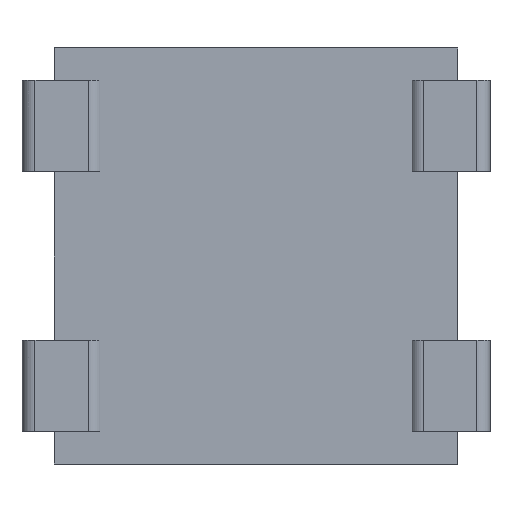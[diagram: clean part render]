
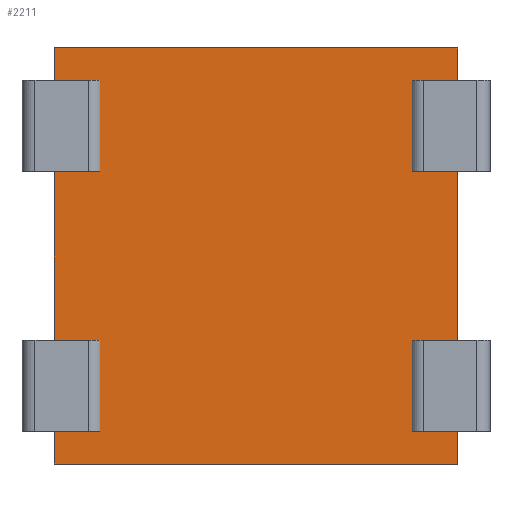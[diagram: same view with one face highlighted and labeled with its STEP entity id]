
A CAD part, front view. The second image highlights one B-rep face of the part: STEP entity #2211.
In plain terms, the highlighted planar face has unit normal (0, -1, 0).
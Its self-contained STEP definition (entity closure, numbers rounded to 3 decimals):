
#17 = VERTEX_POINT ( 'NONE', #1431 ) ;
#20 = FACE_OUTER_BOUND ( 'NONE', #2139, .T. ) ;
#50 = CARTESIAN_POINT ( 'NONE',  ( 0., 0., -2.7 ) ) ;
#63 = VERTEX_POINT ( 'NONE', #1290 ) ;
#64 = CARTESIAN_POINT ( 'NONE',  ( 0., 0., -1.3 ) ) ;
#67 = DIRECTION ( 'NONE',  ( 0., 0., 1. ) ) ;
#68 = LINE ( 'NONE', #742, #1311 ) ;
#70 = VECTOR ( 'NONE', #67, 1000. ) ;
#89 = CARTESIAN_POINT ( 'NONE',  ( -2.4, 0., 2.7 ) ) ;
#121 = ORIENTED_EDGE ( 'NONE', *, *, #1713, .F. ) ;
#131 = VECTOR ( 'NONE', #755, 1000. ) ;
#132 = VECTOR ( 'NONE', #592, 1000. ) ;
#143 = VERTEX_POINT ( 'NONE', #302 ) ;
#150 = EDGE_CURVE ( 'NONE', #63, #969, #1314, .T. ) ;
#156 = ORIENTED_EDGE ( 'NONE', *, *, #403, .F. ) ;
#170 = VERTEX_POINT ( 'NONE', #1299 ) ;
#180 = ORIENTED_EDGE ( 'NONE', *, *, #1908, .F. ) ;
#184 = EDGE_CURVE ( 'NONE', #1566, #1813, #1843, .T. ) ;
#200 = ORIENTED_EDGE ( 'NONE', *, *, #1195, .F. ) ;
#218 = AXIS2_PLACEMENT_3D ( 'NONE', #322, #872, #1027 ) ;
#227 = ORIENTED_EDGE ( 'NONE', *, *, #1324, .F. ) ;
#234 = LINE ( 'NONE', #64, #752 ) ;
#240 = LINE ( 'NONE', #387, #131 ) ;
#256 = CARTESIAN_POINT ( 'NONE',  ( -2.4, 0., -2.7 ) ) ;
#258 = ORIENTED_EDGE ( 'NONE', *, *, #962, .T. ) ;
#262 = CARTESIAN_POINT ( 'NONE',  ( -3.1, 0., -3.2 ) ) ;
#266 = VECTOR ( 'NONE', #1432, 1000. ) ;
#276 = CARTESIAN_POINT ( 'NONE',  ( 3.1, 0., -3.2 ) ) ;
#287 = EDGE_CURVE ( 'NONE', #17, #170, #234, .T. ) ;
#299 = DIRECTION ( 'NONE',  ( -1., 0., 0. ) ) ;
#302 = CARTESIAN_POINT ( 'NONE',  ( 2.4, 0., 1.3 ) ) ;
#307 = CARTESIAN_POINT ( 'NONE',  ( -3.1, 0., 1.3 ) ) ;
#322 = CARTESIAN_POINT ( 'NONE',  ( 0., 0., 0. ) ) ;
#332 = CARTESIAN_POINT ( 'NONE',  ( 2.4, 0., -2.7 ) ) ;
#341 = CARTESIAN_POINT ( 'NONE',  ( 0., 0., -1.3 ) ) ;
#374 = ORIENTED_EDGE ( 'NONE', *, *, #2141, .F. ) ;
#387 = CARTESIAN_POINT ( 'NONE',  ( 2.4, 0., 2.7 ) ) ;
#394 = LINE ( 'NONE', #50, #132 ) ;
#400 = VECTOR ( 'NONE', #1124, 1000. ) ;
#403 = EDGE_CURVE ( 'NONE', #790, #1919, #1820, .T. ) ;
#474 = LINE ( 'NONE', #2094, #1202 ) ;
#476 = EDGE_CURVE ( 'NONE', #1698, #838, #754, .T. ) ;
#481 = CARTESIAN_POINT ( 'NONE',  ( 2.4, 0., 2.7 ) ) ;
#505 = LINE ( 'NONE', #1308, #2037 ) ;
#515 = DIRECTION ( 'NONE',  ( 1., 0., 0. ) ) ;
#530 = VECTOR ( 'NONE', #1580, 1000. ) ;
#574 = DIRECTION ( 'NONE',  ( 0., 0., 1. ) ) ;
#577 = LINE ( 'NONE', #1805, #530 ) ;
#592 = DIRECTION ( 'NONE',  ( 1., 0., 0. ) ) ;
#642 = DIRECTION ( 'NONE',  ( 0., 0., 1. ) ) ;
#646 = DIRECTION ( 'NONE',  ( 0., 0., -1. ) ) ;
#709 = LINE ( 'NONE', #1035, #1717 ) ;
#720 = CARTESIAN_POINT ( 'NONE',  ( -2.4, 0., -2.7 ) ) ;
#742 = CARTESIAN_POINT ( 'NONE',  ( 3.1, 0., -3.2 ) ) ;
#752 = VECTOR ( 'NONE', #1096, 1000. ) ;
#754 = LINE ( 'NONE', #89, #266 ) ;
#755 = DIRECTION ( 'NONE',  ( 0., 0., -1. ) ) ;
#766 = DIRECTION ( 'NONE',  ( 0., 0., -1. ) ) ;
#790 = VERTEX_POINT ( 'NONE', #720 ) ;
#811 = CARTESIAN_POINT ( 'NONE',  ( 3.1, 0., -3.2 ) ) ;
#838 = VERTEX_POINT ( 'NONE', #1552 ) ;
#872 = DIRECTION ( 'NONE',  ( 0., 1., 0. ) ) ;
#886 = CARTESIAN_POINT ( 'NONE',  ( 3.1, 0., 2.7 ) ) ;
#893 = VECTOR ( 'NONE', #966, 1000. ) ;
#895 = CARTESIAN_POINT ( 'NONE',  ( -3.1, 0., -1.3 ) ) ;
#903 = DIRECTION ( 'NONE',  ( 0., 0., -1. ) ) ;
#915 = CARTESIAN_POINT ( 'NONE',  ( -3.1, 0., -3.2 ) ) ;
#925 = CARTESIAN_POINT ( 'NONE',  ( -3.1, 0., -3.2 ) ) ;
#935 = VERTEX_POINT ( 'NONE', #1828 ) ;
#936 = VECTOR ( 'NONE', #299, 1000. ) ;
#962 = EDGE_CURVE ( 'NONE', #1765, #17, #505, .T. ) ;
#966 = DIRECTION ( 'NONE',  ( 1., 0., 0. ) ) ;
#969 = VERTEX_POINT ( 'NONE', #811 ) ;
#992 = CARTESIAN_POINT ( 'NONE',  ( 0., 0., 2.7 ) ) ;
#1022 = VECTOR ( 'NONE', #903, 1000. ) ;
#1026 = CARTESIAN_POINT ( 'NONE',  ( -2.4, 0., 2.7 ) ) ;
#1027 = DIRECTION ( 'NONE',  ( 0., 0., 1. ) ) ;
#1033 = VERTEX_POINT ( 'NONE', #1651 ) ;
#1035 = CARTESIAN_POINT ( 'NONE',  ( 0., 0., 1.3 ) ) ;
#1051 = ORIENTED_EDGE ( 'NONE', *, *, #2027, .F. ) ;
#1081 = EDGE_CURVE ( 'NONE', #1033, #2199, #474, .T. ) ;
#1096 = DIRECTION ( 'NONE',  ( 1., 0., 0. ) ) ;
#1123 = EDGE_CURVE ( 'NONE', #1566, #143, #240, .T. ) ;
#1124 = DIRECTION ( 'NONE',  ( 0., 0., 1. ) ) ;
#1137 = EDGE_CURVE ( 'NONE', #969, #1237, #2110, .T. ) ;
#1144 = ORIENTED_EDGE ( 'NONE', *, *, #1895, .F. ) ;
#1147 = VERTEX_POINT ( 'NONE', #1266 ) ;
#1150 = EDGE_CURVE ( 'NONE', #2199, #1813, #1433, .T. ) ;
#1174 = ORIENTED_EDGE ( 'NONE', *, *, #287, .T. ) ;
#1195 = EDGE_CURVE ( 'NONE', #1147, #170, #68, .T. ) ;
#1202 = VECTOR ( 'NONE', #515, 1000. ) ;
#1224 = DIRECTION ( 'NONE',  ( 1., 0., 0. ) ) ;
#1237 = VERTEX_POINT ( 'NONE', #1920 ) ;
#1266 = CARTESIAN_POINT ( 'NONE',  ( 3.1, 0., 1.3 ) ) ;
#1290 = CARTESIAN_POINT ( 'NONE',  ( 3.1, 0., -2.7 ) ) ;
#1299 = CARTESIAN_POINT ( 'NONE',  ( 3.1, 0., -1.3 ) ) ;
#1308 = CARTESIAN_POINT ( 'NONE',  ( 2.4, 0., -2.7 ) ) ;
#1311 = VECTOR ( 'NONE', #766, 1000. ) ;
#1314 = LINE ( 'NONE', #276, #1782 ) ;
#1324 = EDGE_CURVE ( 'NONE', #143, #1147, #709, .T. ) ;
#1334 = CARTESIAN_POINT ( 'NONE',  ( 0., 0., 1.3 ) ) ;
#1399 = CARTESIAN_POINT ( 'NONE',  ( 3.1, 0., -3.2 ) ) ;
#1408 = VERTEX_POINT ( 'NONE', #1853 ) ;
#1431 = CARTESIAN_POINT ( 'NONE',  ( 2.4, 0., -1.3 ) ) ;
#1432 = DIRECTION ( 'NONE',  ( 0., 0., -1. ) ) ;
#1433 = LINE ( 'NONE', #1399, #1022 ) ;
#1464 = VECTOR ( 'NONE', #2002, 1000. ) ;
#1482 = LINE ( 'NONE', #262, #400 ) ;
#1508 = LINE ( 'NONE', #1334, #1464 ) ;
#1519 = VERTEX_POINT ( 'NONE', #895 ) ;
#1521 = EDGE_CURVE ( 'NONE', #1698, #935, #577, .T. ) ;
#1524 = ORIENTED_EDGE ( 'NONE', *, *, #2088, .T. ) ;
#1552 = CARTESIAN_POINT ( 'NONE',  ( -2.4, 0., 1.3 ) ) ;
#1563 = VECTOR ( 'NONE', #2083, 1000. ) ;
#1566 = VERTEX_POINT ( 'NONE', #481 ) ;
#1567 = VECTOR ( 'NONE', #2130, 1000. ) ;
#1570 = ORIENTED_EDGE ( 'NONE', *, *, #1521, .F. ) ;
#1580 = DIRECTION ( 'NONE',  ( -1., 0., 0. ) ) ;
#1619 = EDGE_CURVE ( 'NONE', #838, #1623, #1508, .T. ) ;
#1623 = VERTEX_POINT ( 'NONE', #307 ) ;
#1630 = ORIENTED_EDGE ( 'NONE', *, *, #1137, .F. ) ;
#1651 = CARTESIAN_POINT ( 'NONE',  ( -3.1, 0., 3.2 ) ) ;
#1695 = LINE ( 'NONE', #2061, #936 ) ;
#1698 = VERTEX_POINT ( 'NONE', #1026 ) ;
#1713 = EDGE_CURVE ( 'NONE', #1919, #1519, #1890, .T. ) ;
#1717 = VECTOR ( 'NONE', #1224, 1000. ) ;
#1765 = VERTEX_POINT ( 'NONE', #332 ) ;
#1775 = DIRECTION ( 'NONE',  ( -1., 0., 0. ) ) ;
#1782 = VECTOR ( 'NONE', #646, 1000. ) ;
#1805 = CARTESIAN_POINT ( 'NONE',  ( 0., 0., 2.7 ) ) ;
#1813 = VERTEX_POINT ( 'NONE', #886 ) ;
#1820 = LINE ( 'NONE', #256, #70 ) ;
#1828 = CARTESIAN_POINT ( 'NONE',  ( -3.1, 0., 2.7 ) ) ;
#1843 = LINE ( 'NONE', #992, #893 ) ;
#1853 = CARTESIAN_POINT ( 'NONE',  ( -3.1, 0., -2.7 ) ) ;
#1874 = PLANE ( 'NONE',  #218 ) ;
#1890 = LINE ( 'NONE', #341, #1563 ) ;
#1893 = ORIENTED_EDGE ( 'NONE', *, *, #1619, .T. ) ;
#1895 = EDGE_CURVE ( 'NONE', #935, #1033, #2060, .T. ) ;
#1908 = EDGE_CURVE ( 'NONE', #1765, #63, #394, .T. ) ;
#1915 = CARTESIAN_POINT ( 'NONE',  ( -3.1, 0., -3.2 ) ) ;
#1919 = VERTEX_POINT ( 'NONE', #1953 ) ;
#1920 = CARTESIAN_POINT ( 'NONE',  ( -3.1, 0., -3.2 ) ) ;
#1929 = ORIENTED_EDGE ( 'NONE', *, *, #1150, .F. ) ;
#1932 = LINE ( 'NONE', #925, #2131 ) ;
#1935 = ORIENTED_EDGE ( 'NONE', *, *, #184, .T. ) ;
#1953 = CARTESIAN_POINT ( 'NONE',  ( -2.4, 0., -1.3 ) ) ;
#1990 = ORIENTED_EDGE ( 'NONE', *, *, #476, .T. ) ;
#1999 = ORIENTED_EDGE ( 'NONE', *, *, #150, .F. ) ;
#2002 = DIRECTION ( 'NONE',  ( -1., 0., 0. ) ) ;
#2003 = VECTOR ( 'NONE', #1775, 1000. ) ;
#2015 = ORIENTED_EDGE ( 'NONE', *, *, #1081, .F. ) ;
#2027 = EDGE_CURVE ( 'NONE', #1237, #1408, #1932, .T. ) ;
#2037 = VECTOR ( 'NONE', #642, 1000. ) ;
#2060 = LINE ( 'NONE', #1915, #1567 ) ;
#2061 = CARTESIAN_POINT ( 'NONE',  ( 0., 0., -2.7 ) ) ;
#2083 = DIRECTION ( 'NONE',  ( -1., 0., 0. ) ) ;
#2085 = CARTESIAN_POINT ( 'NONE',  ( 3.1, 0., 3.2 ) ) ;
#2088 = EDGE_CURVE ( 'NONE', #790, #1408, #1695, .T. ) ;
#2094 = CARTESIAN_POINT ( 'NONE',  ( -3.1, 0., 3.2 ) ) ;
#2110 = LINE ( 'NONE', #915, #2003 ) ;
#2130 = DIRECTION ( 'NONE',  ( 0., 0., 1. ) ) ;
#2131 = VECTOR ( 'NONE', #574, 1000. ) ;
#2139 = EDGE_LOOP ( 'NONE', ( #156, #1524, #1051, #1630, #1999, #180, #258, #1174, #200, #227, #2171, #1935, #1929, #2015, #1144, #1570, #1990, #1893, #374, #121 ) ) ;
#2141 = EDGE_CURVE ( 'NONE', #1519, #1623, #1482, .T. ) ;
#2171 = ORIENTED_EDGE ( 'NONE', *, *, #1123, .F. ) ;
#2199 = VERTEX_POINT ( 'NONE', #2085 ) ;
#2211 = ADVANCED_FACE ( 'NONE', ( #20 ), #1874, .F. ) ;
